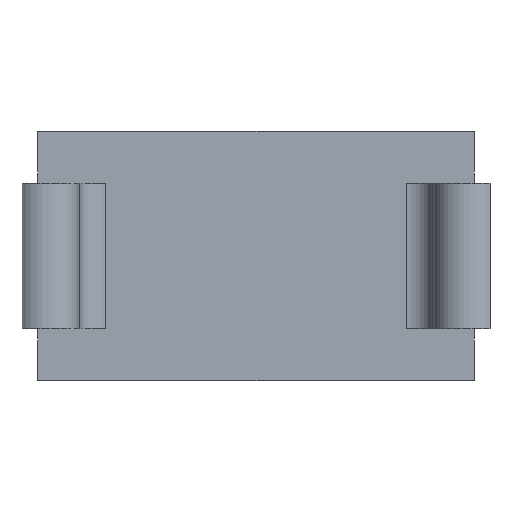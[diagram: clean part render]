
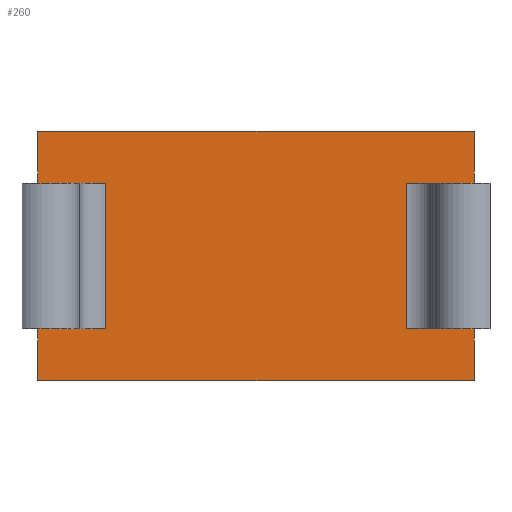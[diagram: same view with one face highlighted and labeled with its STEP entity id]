
A CAD part, front view. The second image highlights one B-rep face of the part: STEP entity #260.
In plain terms, the highlighted planar face has unit normal (0, -1, 0).
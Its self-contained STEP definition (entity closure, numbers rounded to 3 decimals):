
#3 = LINE ( 'NONE', #540, #470 ) ;
#8 = ORIENTED_EDGE ( 'NONE', *, *, #256, .T. ) ;
#23 = FACE_OUTER_BOUND ( 'NONE', #504, .T. ) ;
#28 = AXIS2_PLACEMENT_3D ( 'NONE', #537, #107, #412 ) ;
#35 = CARTESIAN_POINT ( 'NONE',  ( 2.9, 0., 1.4 ) ) ;
#49 = EDGE_CURVE ( 'NONE', #51, #178, #235, .T. ) ;
#51 = VERTEX_POINT ( 'NONE', #187 ) ;
#53 = LINE ( 'NONE', #84, #274 ) ;
#61 = LINE ( 'NONE', #405, #409 ) ;
#70 = VERTEX_POINT ( 'NONE', #275 ) ;
#71 = ORIENTED_EDGE ( 'NONE', *, *, #266, .F. ) ;
#72 = DIRECTION ( 'NONE',  ( 0., 0., -1. ) ) ;
#84 = CARTESIAN_POINT ( 'NONE',  ( 4.2, 0., 2.4 ) ) ;
#86 = VERTEX_POINT ( 'NONE', #531 ) ;
#94 = LINE ( 'NONE', #162, #333 ) ;
#99 = CARTESIAN_POINT ( 'NONE',  ( -2.9, 0., -1.4 ) ) ;
#100 = DIRECTION ( 'NONE',  ( 1., 0., 0. ) ) ;
#101 = VERTEX_POINT ( 'NONE', #480 ) ;
#102 = VECTOR ( 'NONE', #443, 1000. ) ;
#107 = DIRECTION ( 'NONE',  ( 0., 1., 0. ) ) ;
#108 = EDGE_CURVE ( 'NONE', #204, #178, #352, .T. ) ;
#124 = VECTOR ( 'NONE', #203, 1000. ) ;
#129 = CARTESIAN_POINT ( 'NONE',  ( 4.2, 0., -1.4 ) ) ;
#136 = VECTOR ( 'NONE', #150, 1000. ) ;
#139 = CARTESIAN_POINT ( 'NONE',  ( -2.9, 0., 1.4 ) ) ;
#150 = DIRECTION ( 'NONE',  ( 0., 0., -1. ) ) ;
#152 = CARTESIAN_POINT ( 'NONE',  ( 2.9, 0., 2.4 ) ) ;
#162 = CARTESIAN_POINT ( 'NONE',  ( 4.2, 0., -1.4 ) ) ;
#165 = EDGE_CURVE ( 'NONE', #101, #436, #295, .T. ) ;
#166 = VERTEX_POINT ( 'NONE', #530 ) ;
#168 = VERTEX_POINT ( 'NONE', #488 ) ;
#174 = ORIENTED_EDGE ( 'NONE', *, *, #523, .F. ) ;
#177 = EDGE_CURVE ( 'NONE', #570, #70, #61, .T. ) ;
#178 = VERTEX_POINT ( 'NONE', #449 ) ;
#181 = VECTOR ( 'NONE', #276, 1000. ) ;
#187 = CARTESIAN_POINT ( 'NONE',  ( -4.2, 0., 2.4 ) ) ;
#200 = DIRECTION ( 'NONE',  ( 0., 0., -1. ) ) ;
#203 = DIRECTION ( 'NONE',  ( 1., 0., 0. ) ) ;
#204 = VERTEX_POINT ( 'NONE', #490 ) ;
#212 = CARTESIAN_POINT ( 'NONE',  ( 2.9, 0., -1.4 ) ) ;
#230 = LINE ( 'NONE', #35, #428 ) ;
#234 = DIRECTION ( 'NONE',  ( 0., 0., -1. ) ) ;
#235 = LINE ( 'NONE', #485, #462 ) ;
#241 = PLANE ( 'NONE',  #28 ) ;
#243 = VECTOR ( 'NONE', #453, 1000. ) ;
#244 = LINE ( 'NONE', #289, #124 ) ;
#255 = LINE ( 'NONE', #410, #136 ) ;
#256 = EDGE_CURVE ( 'NONE', #436, #570, #255, .T. ) ;
#260 = ADVANCED_FACE ( 'NONE', ( #23 ), #241, .F. ) ;
#264 = ORIENTED_EDGE ( 'NONE', *, *, #411, .F. ) ;
#266 = EDGE_CURVE ( 'NONE', #51, #168, #370, .T. ) ;
#268 = LINE ( 'NONE', #328, #243 ) ;
#274 = VECTOR ( 'NONE', #351, 1000. ) ;
#275 = CARTESIAN_POINT ( 'NONE',  ( 4.2, 0., -2.4 ) ) ;
#276 = DIRECTION ( 'NONE',  ( -1., 0., 0. ) ) ;
#284 = EDGE_CURVE ( 'NONE', #204, #101, #268, .T. ) ;
#285 = ORIENTED_EDGE ( 'NONE', *, *, #469, .T. ) ;
#286 = ORIENTED_EDGE ( 'NONE', *, *, #314, .F. ) ;
#289 = CARTESIAN_POINT ( 'NONE',  ( 2.9, 0., -1.4 ) ) ;
#295 = LINE ( 'NONE', #99, #181 ) ;
#312 = ORIENTED_EDGE ( 'NONE', *, *, #284, .T. ) ;
#313 = ORIENTED_EDGE ( 'NONE', *, *, #49, .T. ) ;
#314 = EDGE_CURVE ( 'NONE', #86, #466, #3, .T. ) ;
#328 = CARTESIAN_POINT ( 'NONE',  ( -2.9, 0., 2.4 ) ) ;
#333 = VECTOR ( 'NONE', #72, 1000. ) ;
#341 = DIRECTION ( 'NONE',  ( 1., 0., 0. ) ) ;
#342 = ORIENTED_EDGE ( 'NONE', *, *, #165, .T. ) ;
#351 = DIRECTION ( 'NONE',  ( 0., 0., -1. ) ) ;
#352 = LINE ( 'NONE', #139, #102 ) ;
#370 = LINE ( 'NONE', #152, #482 ) ;
#371 = DIRECTION ( 'NONE',  ( 1., 0., 0. ) ) ;
#405 = CARTESIAN_POINT ( 'NONE',  ( 2.9, 0., -2.4 ) ) ;
#409 = VECTOR ( 'NONE', #100, 1000. ) ;
#410 = CARTESIAN_POINT ( 'NONE',  ( -4.2, 0., -1.4 ) ) ;
#411 = EDGE_CURVE ( 'NONE', #466, #509, #244, .T. ) ;
#412 = DIRECTION ( 'NONE',  ( 0., 0., 1. ) ) ;
#428 = VECTOR ( 'NONE', #341, 1000. ) ;
#431 = ORIENTED_EDGE ( 'NONE', *, *, #108, .F. ) ;
#436 = VERTEX_POINT ( 'NONE', #553 ) ;
#443 = DIRECTION ( 'NONE',  ( -1., 0., 0. ) ) ;
#449 = CARTESIAN_POINT ( 'NONE',  ( -4.2, 0., 1.4 ) ) ;
#453 = DIRECTION ( 'NONE',  ( 0., 0., -1. ) ) ;
#457 = EDGE_CURVE ( 'NONE', #509, #70, #94, .T. ) ;
#462 = VECTOR ( 'NONE', #234, 1000. ) ;
#466 = VERTEX_POINT ( 'NONE', #212 ) ;
#469 = EDGE_CURVE ( 'NONE', #86, #166, #230, .T. ) ;
#470 = VECTOR ( 'NONE', #200, 1000. ) ;
#480 = CARTESIAN_POINT ( 'NONE',  ( -2.9, 0., -1.4 ) ) ;
#482 = VECTOR ( 'NONE', #371, 1000. ) ;
#485 = CARTESIAN_POINT ( 'NONE',  ( -4.2, 0., 2.4 ) ) ;
#488 = CARTESIAN_POINT ( 'NONE',  ( 4.2, 0., 2.4 ) ) ;
#490 = CARTESIAN_POINT ( 'NONE',  ( -2.9, 0., 1.4 ) ) ;
#504 = EDGE_LOOP ( 'NONE', ( #533, #548, #264, #286, #285, #174, #71, #313, #431, #312, #342, #8 ) ) ;
#509 = VERTEX_POINT ( 'NONE', #129 ) ;
#523 = EDGE_CURVE ( 'NONE', #168, #166, #53, .T. ) ;
#530 = CARTESIAN_POINT ( 'NONE',  ( 4.2, 0., 1.4 ) ) ;
#531 = CARTESIAN_POINT ( 'NONE',  ( 2.9, 0., 1.4 ) ) ;
#533 = ORIENTED_EDGE ( 'NONE', *, *, #177, .T. ) ;
#537 = CARTESIAN_POINT ( 'NONE',  ( 2.9, 0., 2.4 ) ) ;
#540 = CARTESIAN_POINT ( 'NONE',  ( 2.9, 0., 2.4 ) ) ;
#548 = ORIENTED_EDGE ( 'NONE', *, *, #457, .F. ) ;
#553 = CARTESIAN_POINT ( 'NONE',  ( -4.2, 0., -1.4 ) ) ;
#566 = CARTESIAN_POINT ( 'NONE',  ( -4.2, 0., -2.4 ) ) ;
#570 = VERTEX_POINT ( 'NONE', #566 ) ;
